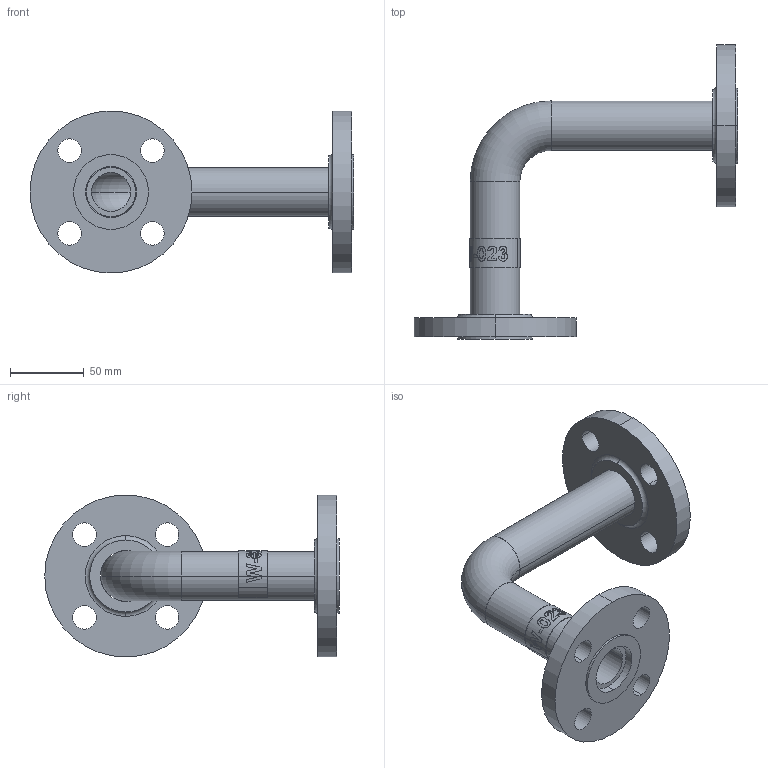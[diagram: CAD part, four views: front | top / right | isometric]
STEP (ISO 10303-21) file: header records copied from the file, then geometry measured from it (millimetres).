
FILE_DESCRIPTION (( 'STEP AP203' ), '1' );
FILE_NAME ('3974-13-50-023_REV_.step', '2026-02-01T23:39:39', ( '' ), ( '' ), 'SwSTEP 2.0', 'SolidWorks 2025', '' );
FILE_SCHEMA (( 'CONFIG_CONTROL_DESIGN' ));
Length unit declared in the file: millimetre
Products named in the file (5): OEM-25-150-SO-316L_80NB BORE; 3974-13-50-023_REV_; 3435-50-023-03; 3435-50-023-01_Default<As Machined>; OEM-25-LR-40-316L_Default<As Machined>
Assembly tree (5 placements, depth 2):
  3974-13-50-023_REV_
    3435-50-023-01_Default<As Machined>
    OEM-25-LR-40-316L_Default<As Machined>
    OEM-25-150-SO-316L_80NB BORE  x2
    3435-50-023-03
Bounding box: 220 x 200 x 110 mm (x, y, z)
Volume: 299896.1 mm3; surface area: 108311.9 mm2
Topology: 6 solids, 6 shells, 138 faces, 348 edges, 232 vertices
Faces by surface type: cylinder 52, bspline 48, plane 30, torus 8
Entity records: 13866 total; most frequent: CARTESIAN_POINT 10791, ORIENTED_EDGE 600, DIRECTION 390, EDGE_CURVE 300, VERTEX_POINT 200, AXIS2_PLACEMENT_3D 170, B_SPLINE_CURVE_WITH_KNOTS 158, EDGE_LOOP 142
